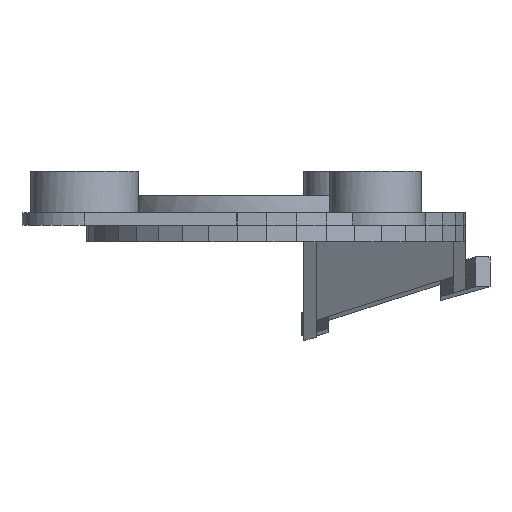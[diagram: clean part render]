
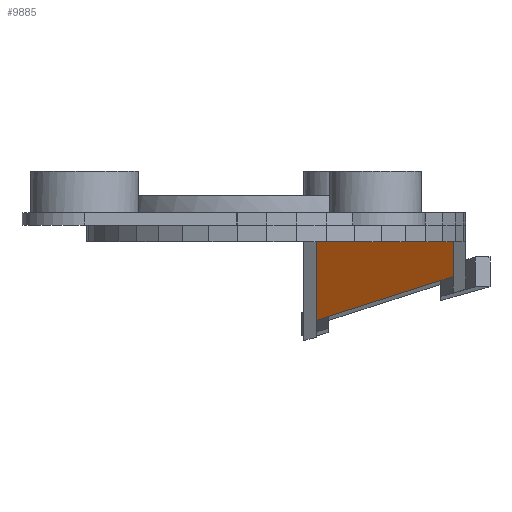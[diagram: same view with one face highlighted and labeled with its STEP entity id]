
A CAD part, left-side view. The second image highlights one B-rep face of the part: STEP entity #9885.
In plain terms, the highlighted planar face has unit normal (-0.174, 0, -0.985).
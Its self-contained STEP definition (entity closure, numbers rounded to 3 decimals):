
#5167 = PLANE('',#5168);
#5168 = AXIS2_PLACEMENT_3D('',#5169,#5170,#5171);
#5169 = CARTESIAN_POINT('',(67.434,-7.879,1.971));
#5170 = DIRECTION('',(0.,-1.,0.));
#5171 = DIRECTION('',(0.,0.,-1.));
#5419 = PLANE('',#5420);
#5420 = AXIS2_PLACEMENT_3D('',#5421,#5422,#5423);
#5421 = CARTESIAN_POINT('',(24.737,-6.4,10.5));
#5422 = DIRECTION('',(0.,0.,1.));
#5423 = DIRECTION('',(1.,0.,0.));
#5535 = VERTEX_POINT('',#5536);
#5536 = CARTESIAN_POINT('',(24.737,-7.879,10.5));
#7960 = VERTEX_POINT('',#7961);
#7961 = CARTESIAN_POINT('',(24.737,-24.379,10.5));
#7975 = PLANE('',#7976);
#7976 = AXIS2_PLACEMENT_3D('',#7977,#7978,#7979);
#7977 = CARTESIAN_POINT('',(67.434,-24.379,1.971));
#7978 = DIRECTION('',(0.,1.,0.));
#7979 = DIRECTION('',(0.,0.,1.));
#8956 = EDGE_CURVE('',#5535,#8957,#8959,.T.);
#8957 = VERTEX_POINT('',#8958);
#8958 = CARTESIAN_POINT('',(89.737,-7.879,-0.961));
#8959 = SURFACE_CURVE('',#8960,(#8964,#8971),.PCURVE_S1.);
#8960 = LINE('',#8961,#8962);
#8961 = CARTESIAN_POINT('',(24.737,-7.879,10.5));
#8962 = VECTOR('',#8963,1.);
#8963 = DIRECTION('',(0.985,0.,-0.174)
  );
#8964 = PCURVE('',#5167,#8965);
#8965 = DEFINITIONAL_REPRESENTATION('',(#8966),#8970);
#8966 = LINE('',#8967,#8968);
#8967 = CARTESIAN_POINT('',(-8.529,-42.697));
#8968 = VECTOR('',#8969,1.);
#8969 = DIRECTION('',(0.174,0.985));
#8970 = ( GEOMETRIC_REPRESENTATION_CONTEXT(2) 
PARAMETRIC_REPRESENTATION_CONTEXT() REPRESENTATION_CONTEXT('2D SPACE',''
  ) );
#8971 = PCURVE('',#8972,#8977);
#8972 = PLANE('',#8973);
#8973 = AXIS2_PLACEMENT_3D('',#8974,#8975,#8976);
#8974 = CARTESIAN_POINT('',(24.737,-24.379,10.5));
#8975 = DIRECTION('',(-0.174,0.,
    -0.985));
#8976 = DIRECTION('',(0.,1.,0.));
#8977 = DEFINITIONAL_REPRESENTATION('',(#8978),#8982);
#8978 = LINE('',#8979,#8980);
#8979 = CARTESIAN_POINT('',(16.5,0.));
#8980 = VECTOR('',#8981,1.);
#8981 = DIRECTION('',(0.,1.));
#8982 = ( GEOMETRIC_REPRESENTATION_CONTEXT(2) 
PARAMETRIC_REPRESENTATION_CONTEXT() REPRESENTATION_CONTEXT('2D SPACE',''
  ) );
#9000 = PLANE('',#9001);
#9001 = AXIS2_PLACEMENT_3D('',#9002,#9003,#9004);
#9002 = CARTESIAN_POINT('',(73.888,-16.596,
    2.128));
#9003 = DIRECTION('',(-0.482,0.876,0.
    ));
#9004 = DIRECTION('',(0.876,0.482,0.)
  );
#9143 = EDGE_CURVE('',#7960,#5535,#9144,.T.);
#9144 = SURFACE_CURVE('',#9145,(#9149,#9156),.PCURVE_S1.);
#9145 = LINE('',#9146,#9147);
#9146 = CARTESIAN_POINT('',(24.737,-24.379,10.5));
#9147 = VECTOR('',#9148,1.);
#9148 = DIRECTION('',(0.,1.,0.));
#9149 = PCURVE('',#5419,#9150);
#9150 = DEFINITIONAL_REPRESENTATION('',(#9151),#9155);
#9151 = LINE('',#9152,#9153);
#9152 = CARTESIAN_POINT('',(0.,-17.979));
#9153 = VECTOR('',#9154,1.);
#9154 = DIRECTION('',(0.,1.));
#9155 = ( GEOMETRIC_REPRESENTATION_CONTEXT(2) 
PARAMETRIC_REPRESENTATION_CONTEXT() REPRESENTATION_CONTEXT('2D SPACE',''
  ) );
#9156 = PCURVE('',#8972,#9157);
#9157 = DEFINITIONAL_REPRESENTATION('',(#9158),#9162);
#9158 = LINE('',#9159,#9160);
#9159 = CARTESIAN_POINT('',(0.,0.));
#9160 = VECTOR('',#9161,1.);
#9161 = DIRECTION('',(1.,0.));
#9162 = ( GEOMETRIC_REPRESENTATION_CONTEXT(2) 
PARAMETRIC_REPRESENTATION_CONTEXT() REPRESENTATION_CONTEXT('2D SPACE',''
  ) );
#9395 = EDGE_CURVE('',#7960,#9396,#9398,.T.);
#9396 = VERTEX_POINT('',#9397);
#9397 = CARTESIAN_POINT('',(59.737,-24.379,4.329));
#9398 = SURFACE_CURVE('',#9399,(#9403,#9410),.PCURVE_S1.);
#9399 = LINE('',#9400,#9401);
#9400 = CARTESIAN_POINT('',(24.737,-24.379,10.5));
#9401 = VECTOR('',#9402,1.);
#9402 = DIRECTION('',(0.985,0.,-0.174));
#9403 = PCURVE('',#7975,#9404);
#9404 = DEFINITIONAL_REPRESENTATION('',(#9405),#9409);
#9405 = LINE('',#9406,#9407);
#9406 = CARTESIAN_POINT('',(8.529,-42.697));
#9407 = VECTOR('',#9408,1.);
#9408 = DIRECTION('',(-0.174,0.985));
#9409 = ( GEOMETRIC_REPRESENTATION_CONTEXT(2) 
PARAMETRIC_REPRESENTATION_CONTEXT() REPRESENTATION_CONTEXT('2D SPACE',''
  ) );
#9410 = PCURVE('',#8972,#9411);
#9411 = DEFINITIONAL_REPRESENTATION('',(#9412),#9416);
#9412 = LINE('',#9413,#9414);
#9413 = CARTESIAN_POINT('',(0.,0.));
#9414 = VECTOR('',#9415,1.);
#9415 = DIRECTION('',(0.,1.));
#9416 = ( GEOMETRIC_REPRESENTATION_CONTEXT(2) 
PARAMETRIC_REPRESENTATION_CONTEXT() REPRESENTATION_CONTEXT('2D SPACE',''
  ) );
#9431 = PLANE('',#9432);
#9432 = AXIS2_PLACEMENT_3D('',#9433,#9434,#9435);
#9433 = CARTESIAN_POINT('',(73.888,-16.596,
    2.128));
#9434 = DIRECTION('',(-0.482,0.876,0.
    ));
#9435 = DIRECTION('',(0.876,0.482,0.)
  );
#9642 = PLANE('',#9643);
#9643 = AXIS2_PLACEMENT_3D('',#9644,#9645,#9646);
#9644 = CARTESIAN_POINT('',(76.812,-16.129,1.436));
#9645 = DIRECTION('',(-0.118,-0.102,-0.988));
#9646 = DIRECTION('',(0.866,0.476,-0.153));
#9885 = ADVANCED_FACE('',(#9886),#8972,.T.);
#9886 = FACE_BOUND('',#9887,.T.);
#9887 = EDGE_LOOP('',(#9888,#9889,#9890,#9891,#9913,#9936));
#9888 = ORIENTED_EDGE('',*,*,#9395,.F.);
#9889 = ORIENTED_EDGE('',*,*,#9143,.T.);
#9890 = ORIENTED_EDGE('',*,*,#8956,.T.);
#9891 = ORIENTED_EDGE('',*,*,#9892,.T.);
#9892 = EDGE_CURVE('',#8957,#9893,#9895,.T.);
#9893 = VERTEX_POINT('',#9894);
#9894 = CARTESIAN_POINT('',(87.009,-9.379,-0.48));
#9895 = SURFACE_CURVE('',#9896,(#9900,#9906),.PCURVE_S1.);
#9896 = LINE('',#9897,#9898);
#9897 = CARTESIAN_POINT('',(58.742,-24.926,
    4.504));
#9898 = VECTOR('',#9899,1.);
#9899 = DIRECTION('',(-0.866,-0.476,0.153));
#9900 = PCURVE('',#8972,#9901);
#9901 = DEFINITIONAL_REPRESENTATION('',(#9902),#9905);
#9902 = B_SPLINE_CURVE_WITH_KNOTS('',1,(#9903,#9904),.UNSPECIFIED.,.F.,
  .F.,(2,2),(-39.257,2.316),.PIECEWISE_BEZIER_KNOTS.);
#9903 = CARTESIAN_POINT('',(18.15,69.049));
#9904 = CARTESIAN_POINT('',(-1.65,32.494));
#9905 = ( GEOMETRIC_REPRESENTATION_CONTEXT(2) 
PARAMETRIC_REPRESENTATION_CONTEXT() REPRESENTATION_CONTEXT('2D SPACE',''
  ) );
#9906 = PCURVE('',#9000,#9907);
#9907 = DEFINITIONAL_REPRESENTATION('',(#9908),#9912);
#9908 = LINE('',#9909,#9910);
#9909 = CARTESIAN_POINT('',(-17.285,-2.376));
#9910 = VECTOR('',#9911,1.);
#9911 = DIRECTION('',(-0.988,-0.153));
#9912 = ( GEOMETRIC_REPRESENTATION_CONTEXT(2) 
PARAMETRIC_REPRESENTATION_CONTEXT() REPRESENTATION_CONTEXT('2D SPACE',''
  ) );
#9913 = ORIENTED_EDGE('',*,*,#9914,.F.);
#9914 = EDGE_CURVE('',#9915,#9893,#9917,.T.);
#9915 = VERTEX_POINT('',#9916);
#9916 = CARTESIAN_POINT('',(62.464,-22.879,3.848));
#9917 = SURFACE_CURVE('',#9918,(#9922,#9929),.PCURVE_S1.);
#9918 = LINE('',#9919,#9920);
#9919 = CARTESIAN_POINT('',(62.464,-22.879,3.848));
#9920 = VECTOR('',#9921,1.);
#9921 = DIRECTION('',(0.866,0.476,-0.153));
#9922 = PCURVE('',#8972,#9923);
#9923 = DEFINITIONAL_REPRESENTATION('',(#9924),#9928);
#9924 = LINE('',#9925,#9926);
#9925 = CARTESIAN_POINT('',(1.5,38.309));
#9926 = VECTOR('',#9927,1.);
#9927 = DIRECTION('',(0.476,0.879));
#9928 = ( GEOMETRIC_REPRESENTATION_CONTEXT(2) 
PARAMETRIC_REPRESENTATION_CONTEXT() REPRESENTATION_CONTEXT('2D SPACE',''
  ) );
#9929 = PCURVE('',#9642,#9930);
#9930 = DEFINITIONAL_REPRESENTATION('',(#9931),#9935);
#9931 = LINE('',#9932,#9933);
#9932 = CARTESIAN_POINT('',(-16.007,-1.001));
#9933 = VECTOR('',#9934,1.);
#9934 = DIRECTION('',(1.,0.));
#9935 = ( GEOMETRIC_REPRESENTATION_CONTEXT(2) 
PARAMETRIC_REPRESENTATION_CONTEXT() REPRESENTATION_CONTEXT('2D SPACE',''
  ) );
#9936 = ORIENTED_EDGE('',*,*,#9937,.T.);
#9937 = EDGE_CURVE('',#9915,#9396,#9938,.T.);
#9938 = SURFACE_CURVE('',#9939,(#9943,#9949),.PCURVE_S1.);
#9939 = LINE('',#9940,#9941);
#9940 = CARTESIAN_POINT('',(58.742,-24.926,
    4.504));
#9941 = VECTOR('',#9942,1.);
#9942 = DIRECTION('',(-0.866,-0.476,0.153));
#9943 = PCURVE('',#8972,#9944);
#9944 = DEFINITIONAL_REPRESENTATION('',(#9945),#9948);
#9945 = B_SPLINE_CURVE_WITH_KNOTS('',1,(#9946,#9947),.UNSPECIFIED.,.F.,
  .F.,(2,2),(-39.257,2.316),.PIECEWISE_BEZIER_KNOTS.);
#9946 = CARTESIAN_POINT('',(18.15,69.049));
#9947 = CARTESIAN_POINT('',(-1.65,32.494));
#9948 = ( GEOMETRIC_REPRESENTATION_CONTEXT(2) 
PARAMETRIC_REPRESENTATION_CONTEXT() REPRESENTATION_CONTEXT('2D SPACE',''
  ) );
#9949 = PCURVE('',#9431,#9950);
#9950 = DEFINITIONAL_REPRESENTATION('',(#9951),#9955);
#9951 = LINE('',#9952,#9953);
#9952 = CARTESIAN_POINT('',(-17.285,-2.376));
#9953 = VECTOR('',#9954,1.);
#9954 = DIRECTION('',(-0.988,-0.153));
#9955 = ( GEOMETRIC_REPRESENTATION_CONTEXT(2) 
PARAMETRIC_REPRESENTATION_CONTEXT() REPRESENTATION_CONTEXT('2D SPACE',''
  ) );
